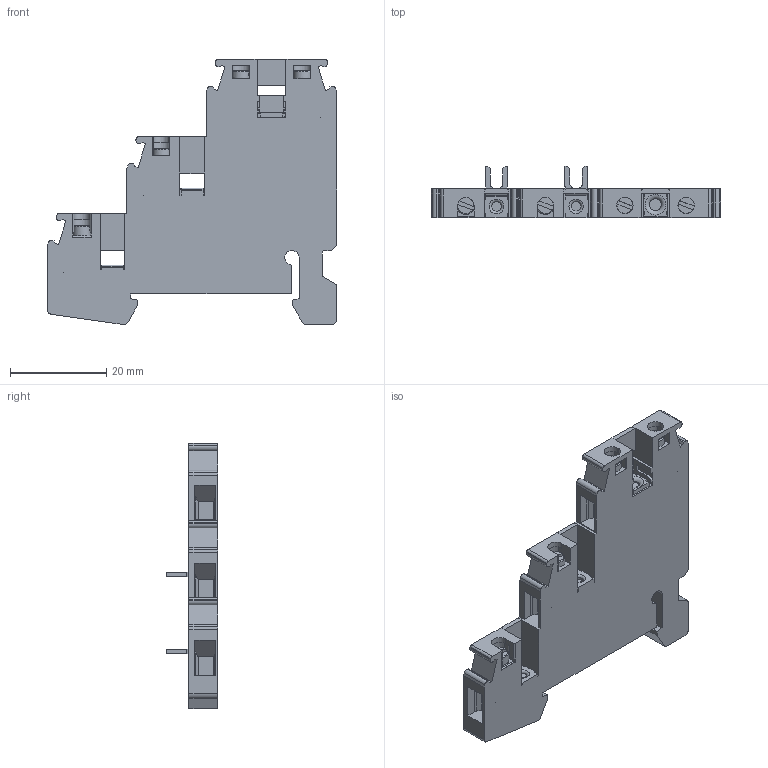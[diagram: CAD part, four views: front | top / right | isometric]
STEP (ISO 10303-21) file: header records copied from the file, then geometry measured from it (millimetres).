
FILE_DESCRIPTION(/* description */ ('Unknown'),/* implementation_level */ '2;1');
FILE_NAME(/* name */ 'DUSD4_3D_SOLID',/* time_stamp */ '2024-12-09T16:29:23+06:00',/* author */ ('Unknown'),/* organization */ ('Unknown'),/* preprocessor_version */ 'ST-DEVELOPER v16.7',/* originating_system */ 'Solid Edge',/* authorisation */ 'Unknown');
FILE_SCHEMA (('AUTOMOTIVE_DESIGN {1 0 10303 214 3 1 1}'));
Length unit declared in the file: millimetre
Products named in the file (1): DUSD4_3D_SOLID
Bounding box: 60.01 x 10.7 x 55 mm (x, y, z)
Volume: 11618.2 mm3; surface area: 6946.5 mm2
Topology: 1 solids, 2 shells, 350 faces, 1039 edges, 688 vertices
Faces by surface type: plane 265, cylinder 71, torus 13, cone 1
Full cylindrical faces by diameter (mm): 2.013 x1, 2.459 x1, 3 x1, 3.4 x1, 3.75 x1
Entity records: 14083 total; most frequent: CARTESIAN_POINT 2140, ORIENTED_EDGE 2046, DIRECTION 1881, EDGE_CURVE 1023, LINE 823, VECTOR 823, VERTEX_POINT 682, AXIS2_PLACEMENT_3D 529
